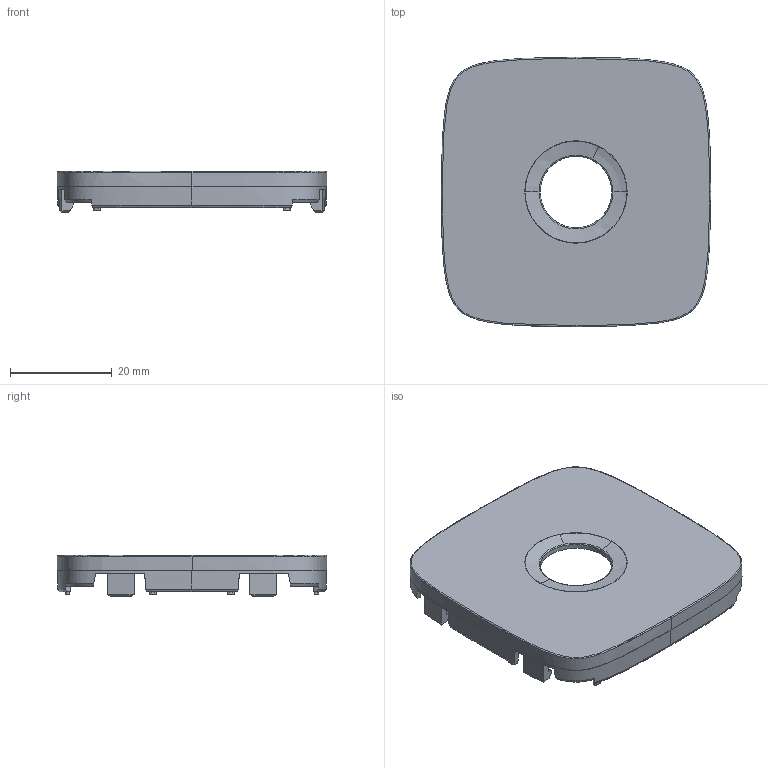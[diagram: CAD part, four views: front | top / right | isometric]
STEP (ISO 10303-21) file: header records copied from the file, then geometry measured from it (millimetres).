
FILE_DESCRIPTION(('CATIA V5 STEP Exchange','CAx-IF Rec.Pracs.--- Model Styling and Organization---1.4--- 2014-01-23'),'2;1');
FILE_NAME('754765_AllCATPart.stp','2020-02-18T10:59:23+00:00',('none'),('none'),'CATIA Version 5-6 Release 2017 SP3','CATIA V5 STEP AP214','none');
FILE_SCHEMA(('AUTOMOTIVE_DESIGN { 1 0 10303 214 1 1 1 1 }'));
Length unit declared in the file: millimetre
Products named in the file (1): 754765_AllCATPart
Bounding box: 53.09 x 53.09 x 8.2 mm (x, y, z)
Volume: 4183.3 mm3; surface area: 7470.4 mm2
Topology: 1 solids, 1 shells, 1293 faces, 3702 edges, 2459 vertices
Faces by surface type: plane 1193, bspline 52, extrusion 28, cone 12, cylinder 8
Entity records: 47200 total; most frequent: CARTESIAN_POINT 15178, ORIENTED_EDGE 7404, DIRECTION 4667, EDGE_CURVE 3702, VECTOR 2469, VERTEX_POINT 2459, LINE 2441, EDGE_LOOP 1343
